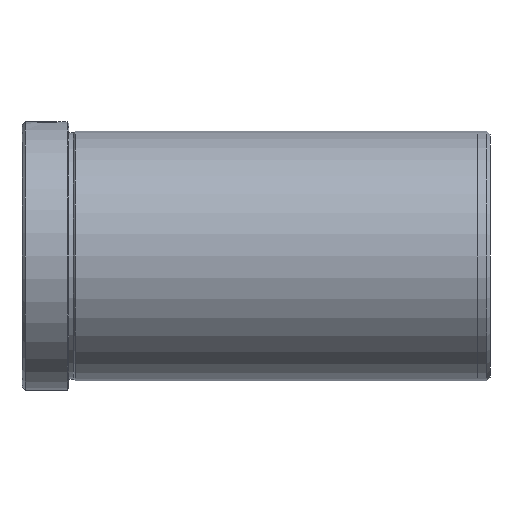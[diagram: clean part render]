
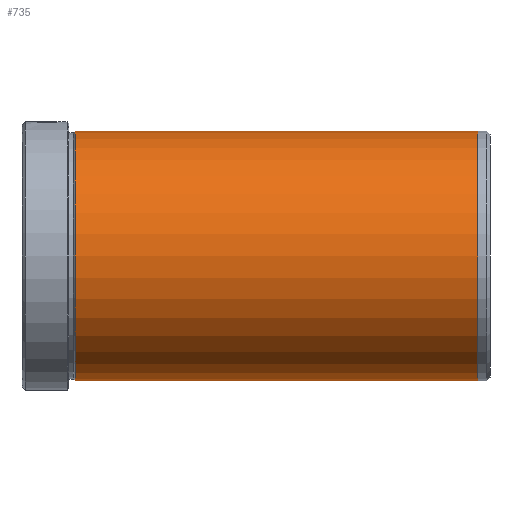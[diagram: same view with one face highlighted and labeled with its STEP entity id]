
A CAD part, left-side view. The second image highlights one B-rep face of the part: STEP entity #735.
In plain terms, the highlighted cylindrical face has radius 40 mm (diameter 80 mm), a partial arc.
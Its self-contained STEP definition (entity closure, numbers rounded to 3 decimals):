
#8 = DIRECTION ( 'NONE',  ( 0., 1., 0. ) ) ;
#50 = AXIS2_PLACEMENT_3D ( 'NONE', #1733, #8, #1443 ) ;
#96 = DIRECTION ( 'NONE',  ( 0., -1., 0. ) ) ;
#102 = FACE_OUTER_BOUND ( 'NONE', #466, .T. ) ;
#104 = DIRECTION ( 'NONE',  ( 0., 1., 0. ) ) ;
#123 = VERTEX_POINT ( 'NONE', #148 ) ;
#148 = CARTESIAN_POINT ( 'NONE',  ( 0., -17., -40. ) ) ;
#192 = LINE ( 'NONE', #1474, #908 ) ;
#210 = DIRECTION ( 'NONE',  ( 0., 1., 0. ) ) ;
#370 = CARTESIAN_POINT ( 'NONE',  ( 0., -146., 40. ) ) ;
#374 = ORIENTED_EDGE ( 'NONE', *, *, #646, .F. ) ;
#396 = AXIS2_PLACEMENT_3D ( 'NONE', #970, #104, #1115 ) ;
#450 = EDGE_CURVE ( 'NONE', #732, #123, #517, .T. ) ;
#466 = EDGE_LOOP ( 'NONE', ( #731, #374, #1205, #1526 ) ) ;
#517 = LINE ( 'NONE', #1065, #1564 ) ;
#581 = VERTEX_POINT ( 'NONE', #370 ) ;
#610 = DIRECTION ( 'NONE',  ( 0., 1., 0. ) ) ;
#646 = EDGE_CURVE ( 'NONE', #581, #732, #912, .T. ) ;
#731 = ORIENTED_EDGE ( 'NONE', *, *, #450, .F. ) ;
#732 = VERTEX_POINT ( 'NONE', #875 ) ;
#735 = ADVANCED_FACE ( 'NONE', ( #102 ), #1549, .T. ) ;
#875 = CARTESIAN_POINT ( 'NONE',  ( 0., -146., -40. ) ) ;
#908 = VECTOR ( 'NONE', #610, 1000. ) ;
#912 = CIRCLE ( 'NONE', #1249, 40. ) ;
#967 = CARTESIAN_POINT ( 'NONE',  ( 0., -146., 0. ) ) ;
#970 = CARTESIAN_POINT ( 'NONE',  ( 0., -17., 0. ) ) ;
#1065 = CARTESIAN_POINT ( 'NONE',  ( 0., 0., -40. ) ) ;
#1073 = CIRCLE ( 'NONE', #396, 40. ) ;
#1110 = DIRECTION ( 'NONE',  ( 0., 0., -1. ) ) ;
#1115 = DIRECTION ( 'NONE',  ( 0., 0., 1. ) ) ;
#1205 = ORIENTED_EDGE ( 'NONE', *, *, #1217, .T. ) ;
#1217 = EDGE_CURVE ( 'NONE', #581, #1611, #192, .T. ) ;
#1238 = CARTESIAN_POINT ( 'NONE',  ( 0., -17., 40. ) ) ;
#1249 = AXIS2_PLACEMENT_3D ( 'NONE', #967, #96, #1110 ) ;
#1420 = EDGE_CURVE ( 'NONE', #123, #1611, #1073, .T. ) ;
#1443 = DIRECTION ( 'NONE',  ( 0., 0., 1. ) ) ;
#1474 = CARTESIAN_POINT ( 'NONE',  ( 0., 0., 40. ) ) ;
#1526 = ORIENTED_EDGE ( 'NONE', *, *, #1420, .F. ) ;
#1549 = CYLINDRICAL_SURFACE ( 'NONE', #50, 40. ) ;
#1564 = VECTOR ( 'NONE', #210, 1000. ) ;
#1611 = VERTEX_POINT ( 'NONE', #1238 ) ;
#1733 = CARTESIAN_POINT ( 'NONE',  ( 0., 0., 0. ) ) ;
